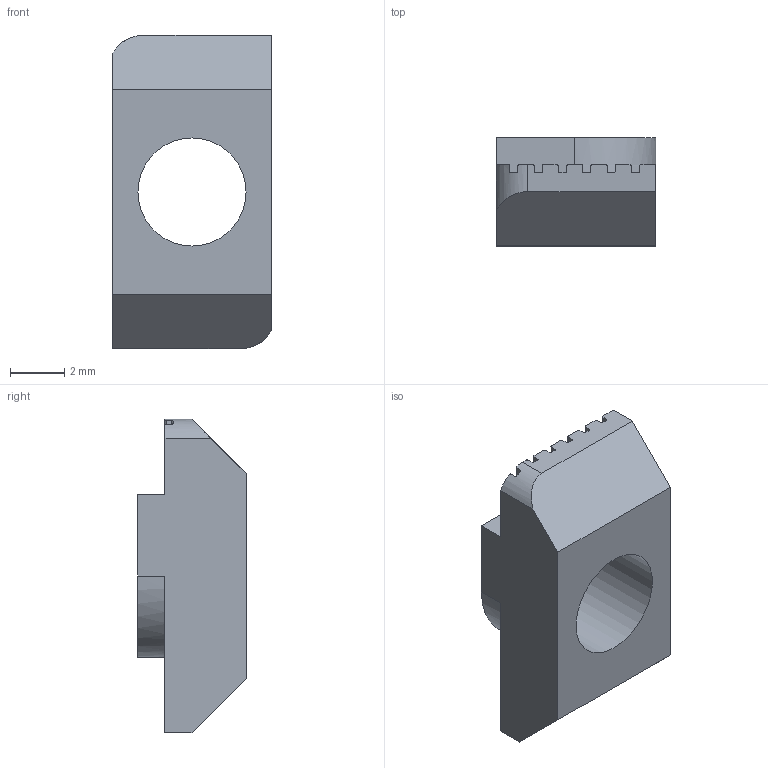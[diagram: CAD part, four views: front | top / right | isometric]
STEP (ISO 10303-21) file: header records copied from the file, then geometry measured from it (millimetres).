
FILE_DESCRIPTION(/* description */ (''),/* implementation_level */ '2;1');
FILE_NAME(/* name */ 'NB-1000_Hammermutter_M4-6.stp',/* time_stamp */ '2020-07-21T13:36:49+02:00',/* author */ ('jmaun'),/* organization */ (''),/* preprocessor_version */ 'ST-DEVELOPER v17',/* originating_system */ 'Autodesk Inventor 2019',/* authorisation */ '');
FILE_SCHEMA (('AUTOMOTIVE_DESIGN { 1 0 10303 214 3 1 1 }'));
Length unit declared in the file: millimetre
Products named in the file (1): NB-1000_Hammermutter_M4-6
Bounding box: 5.9 x 4 x 11.6 mm (x, y, z)
Volume: 159.2 mm3; surface area: 283.3 mm2
Topology: 1 solids, 1 shells, 113 faces, 335 edges, 224 vertices
Faces by surface type: plane 60, cylinder 53
Full cylindrical faces by diameter (mm): 4 x1
Entity records: 4139 total; most frequent: CARTESIAN_POINT 1029, ORIENTED_EDGE 670, DIRECTION 623, EDGE_CURVE 335, VERTEX_POINT 224, LINE 211, VECTOR 211, AXIS2_PLACEMENT_3D 206
